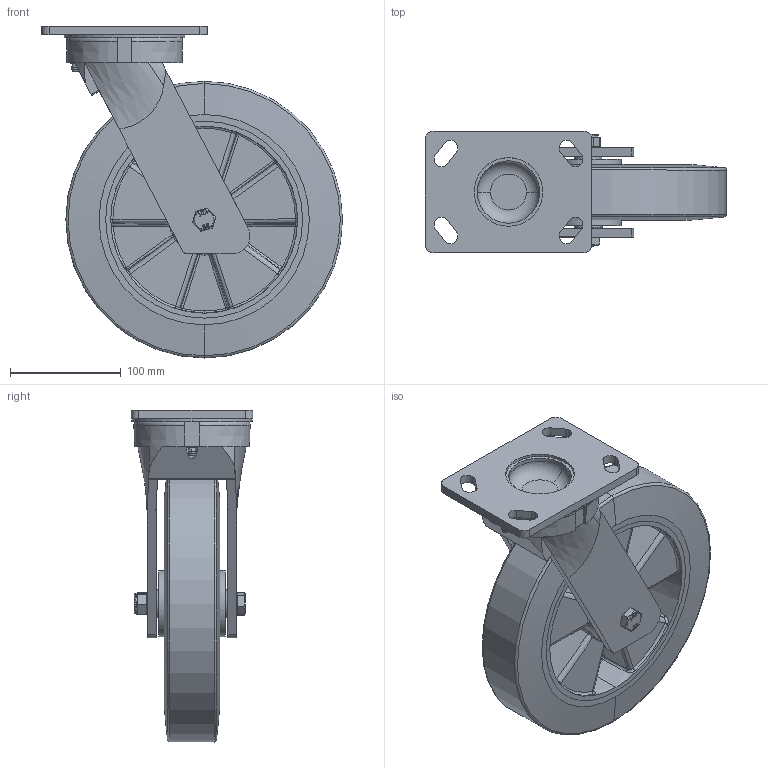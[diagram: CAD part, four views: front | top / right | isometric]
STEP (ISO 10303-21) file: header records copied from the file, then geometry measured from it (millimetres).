
FILE_DESCRIPTION(('STEP AP214'),'1');
FILE_NAME('BZK250SPABJ.STEP','2022-04-11T10:21:06',(' '),(' '),'Spatial InterOp 3D',' ',' ');
FILE_SCHEMA(('AUTOMOTIVE_DESIGN { 1 0 10303 214 1 1 1 1 }'));
Length unit declared in the file: metre
Products named in the file (28): BZK250AS; FABRICATED STEEL TOP PLATE; FABRICATED STEEL FORKS; FABRICATED STEEL FORKS Geometry; GREASE NIPPLE; BZK250SPABJ; BZH250WSPABJM20; 75 SHORE A POLYURETHANE TYRE; ALUMINIUM RIM; BEARING6204; INNER; OUTER; BALL BEARINGS; Component3; MIDDLE; RUBBER; ZINC PLATED BEARING SPACER; HEXBOLTM12X90Z8.8; GRADE 8.8 ZINC PLATED BOLT; NYLOC NUT; RUBBER2; NUT; NYLOCM12Z; TH20X2X12; ZINC PLATED HEADED SPACER
Assembly tree (47 placements, depth 5):
  BZK250SPABJ
    BZK250AS
      FABRICATED STEEL TOP PLATE
      FABRICATED STEEL FORKS
        FABRICATED STEEL FORKS Geometry
        GREASE NIPPLE
    BZH250WSPABJM20
      75 SHORE A POLYURETHANE TYRE
      ALUMINIUM RIM
      BEARING6204
        INNER
        OUTER
        BALL BEARINGS
          Component3  x8
        MIDDLE
        RUBBER
      BEARING6204
        INNER
        OUTER
        BALL BEARINGS
          Component3  x8
        MIDDLE
        RUBBER
      ZINC PLATED BEARING SPACER
    HEXBOLTM12X90Z8.8
      GRADE 8.8 ZINC PLATED BOLT
    NYLOCM12Z
      NYLOC NUT
        RUBBER2
        NUT
    TH20X2X12
      ZINC PLATED HEADED SPACER
    TH20X2X12
      ZINC PLATED HEADED SPACER
Bounding box: 272 x 110 x 300 mm (x, y, z)
Volume: 2192699.1 mm3; surface area: 431363.5 mm2
Topology: 37 solids, 37 shells, 1539 faces, 3987 edges, 2528 vertices
Faces by surface type: plane 449, cylinder 345, extrusion 313, sphere 166, bspline 136, torus 96, offset 20, cone 14
Entity records: 83721 total; most frequent: CARTESIAN_POINT 57302, ORIENTED_EDGE 5520, DIRECTION 4913, EDGE_CURVE 2760, AXIS2_PLACEMENT_3D 1918, VERTEX_POINT 1768, EDGE_LOOP 1250, ADVANCED_FACE 1112
